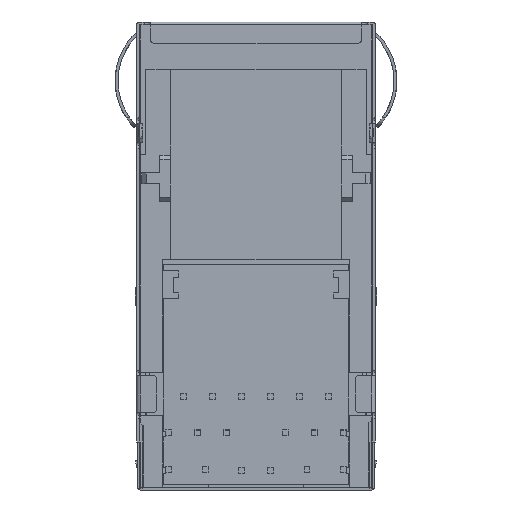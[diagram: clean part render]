
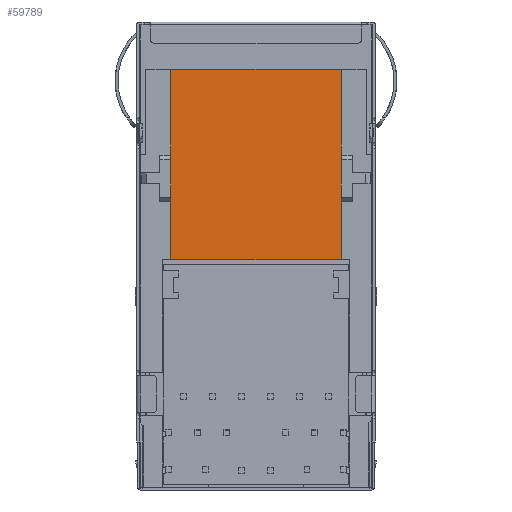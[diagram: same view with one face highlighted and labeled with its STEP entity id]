
A CAD part, front view. The second image highlights one B-rep face of the part: STEP entity #59789.
In plain terms, the highlighted planar face has unit normal (0, -1, 0).
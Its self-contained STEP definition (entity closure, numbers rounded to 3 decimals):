
#250 = CARTESIAN_POINT ( 'NONE',  ( -5.969, -6.413, 29.286 ) ) ;
#5312 = PLANE ( 'NONE',  #25516 ) ;
#5331 = CARTESIAN_POINT ( 'NONE',  ( -5.969, -6.413, 29.286 ) ) ;
#5332 = DIRECTION ( 'NONE',  ( 0., -1., 0. ) ) ;
#5333 = DIRECTION ( 'NONE',  ( 0., 0., -1. ) ) ;
#19897 = ORIENTED_EDGE ( 'NONE', *, *, #55869, .T. ) ;
#19899 = ORIENTED_EDGE ( 'NONE', *, *, #55999, .T. ) ;
#19920 = ORIENTED_EDGE ( 'NONE', *, *, #56315, .T. ) ;
#19973 = ORIENTED_EDGE ( 'NONE', *, *, #56027, .T. ) ;
#25516 = AXIS2_PLACEMENT_3D ( 'NONE', #5331, #5332, #5333 ) ;
#30180 = EDGE_LOOP ( 'NONE', ( #19920, #19899, #19973, #19897 ) ) ;
#30678 = VERTEX_POINT ( 'NONE', #53131 ) ;
#30897 = VERTEX_POINT ( 'NONE', #53164 ) ;
#31160 = VERTEX_POINT ( 'NONE', #53191 ) ;
#36027 = FACE_OUTER_BOUND ( 'NONE', #30180, .T. ) ;
#39833 = CARTESIAN_POINT ( 'NONE',  ( 5.969, -6.413, 29.286 ) ) ;
#39835 = DIRECTION ( 'NONE',  ( 0., 0., 1. ) ) ;
#39982 = CARTESIAN_POINT ( 'NONE',  ( -5.969, -6.413, 23.292 ) ) ;
#39983 = DIRECTION ( 'NONE',  ( 0., 0., -1. ) ) ;
#40004 = DIRECTION ( 'NONE',  ( 1., 0., 0. ) ) ;
#40007 = CARTESIAN_POINT ( 'NONE',  ( -5.969, -6.413, 15.977 ) ) ;
#40275 = CARTESIAN_POINT ( 'NONE',  ( -8.128, -6.413, 29.286 ) ) ;
#40276 = DIRECTION ( 'NONE',  ( -1., 0., 0. ) ) ;
#41413 = LINE ( 'NONE', #39833, #41419 ) ;
#41419 = VECTOR ( 'NONE', #39835, 1000. ) ;
#41639 = LINE ( 'NONE', #39982, #41644 ) ;
#41644 = VECTOR ( 'NONE', #39983, 1000. ) ;
#41684 = LINE ( 'NONE', #40007, #41687 ) ;
#41687 = VECTOR ( 'NONE', #40004, 1000. ) ;
#42134 = LINE ( 'NONE', #40275, #42140 ) ;
#42140 = VECTOR ( 'NONE', #40276, 1000. ) ;
#47673 = VERTEX_POINT ( 'NONE', #250 ) ;
#53131 = CARTESIAN_POINT ( 'NONE',  ( 5.969, -6.413, 15.977 ) ) ;
#53164 = CARTESIAN_POINT ( 'NONE',  ( -5.969, -6.413, 15.977 ) ) ;
#53191 = CARTESIAN_POINT ( 'NONE',  ( 5.969, -6.413, 29.286 ) ) ;
#55869 = EDGE_CURVE ( 'NONE', #30678, #31160, #41413, .T. ) ;
#55999 = EDGE_CURVE ( 'NONE', #47673, #30897, #41639, .T. ) ;
#56027 = EDGE_CURVE ( 'NONE', #30897, #30678, #41684, .T. ) ;
#56315 = EDGE_CURVE ( 'NONE', #31160, #47673, #42134, .T. ) ;
#59789 = ADVANCED_FACE ( 'NONE', ( #36027 ), #5312, .T. ) ;
